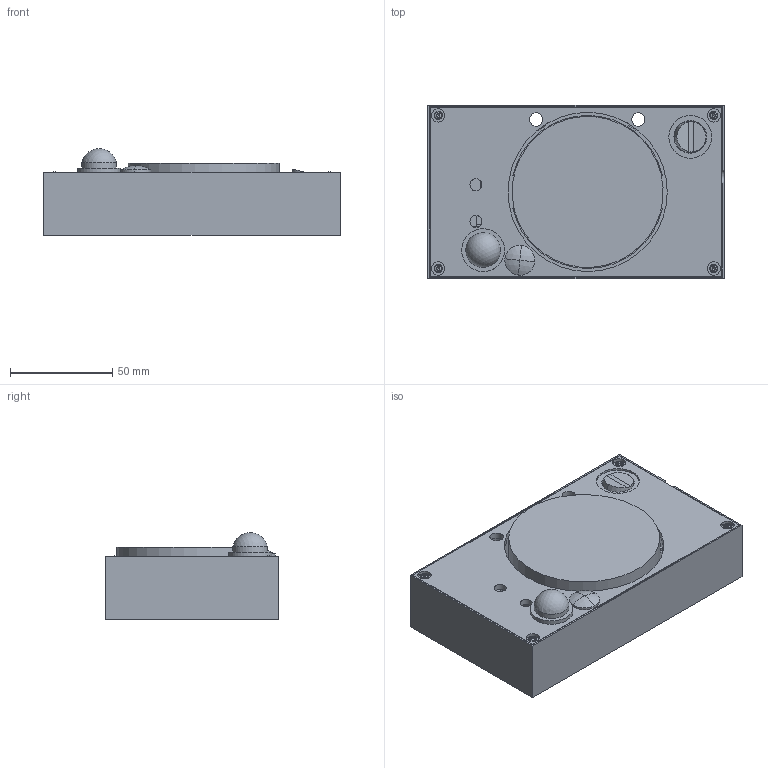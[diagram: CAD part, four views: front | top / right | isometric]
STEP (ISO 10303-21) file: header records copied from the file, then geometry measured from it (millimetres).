
FILE_DESCRIPTION(/* description */ (''),/* implementation_level */ '2;1');
FILE_NAME(/* name */ '102245_LS07-K-B-LED.stp',/* time_stamp */ '2024-07-28T10:43:57+02:00',/* author */ ('CAD'),/* organization */ (''),/* preprocessor_version */ 'ST-DEVELOPER v15.6',/* originating_system */ 'Autodesk Inventor 2015',/* authorisation */ '');
FILE_SCHEMA (('AUTOMOTIVE_DESIGN { 1 0 10303 214 3 1 1 }'));
Length unit declared in the file: millimetre
Products named in the file (1): 102245_LS07-K-B-LED_Shrinkwrap_1
Bounding box: 145 x 85 x 42.5 mm (x, y, z)
Surface area: 84659.7 mm2 (no closed solid volume)
Topology: 0 solids, 22 shells, 132 faces, 528 edges, 421 vertices
Faces by surface type: plane 83, cylinder 21, cone 10, sphere 9, torus 5, bspline 4
Full cylindrical faces by diameter (mm): 3.2 x2, 5.9 x2, 6.5 x6, 16 x1, 17 x1, 21 x2, 74 x2, 78 x1
Entity records: 5806 total; most frequent: CARTESIAN_POINT 1296, DIRECTION 913, ORIENTED_EDGE 679, EDGE_CURVE 487, VERTEX_POINT 416, AXIS2_PLACEMENT_3D 315, LINE 283, VECTOR 283
